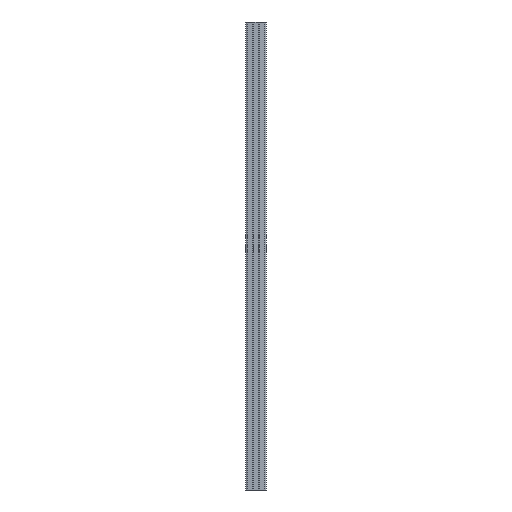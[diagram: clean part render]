
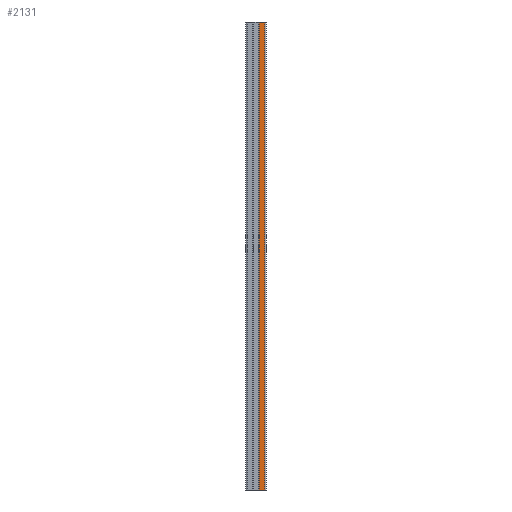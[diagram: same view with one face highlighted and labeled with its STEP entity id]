
A CAD part, front view. The second image highlights one B-rep face of the part: STEP entity #2131.
In plain terms, the highlighted planar face has unit normal (0, -1, 0).
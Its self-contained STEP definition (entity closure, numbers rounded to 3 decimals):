
#104=FACE_OUTER_BOUND('',#211,.T.);
#211=EDGE_LOOP('',(#1546,#1547,#1548,#1549));
#409=LINE('',#3123,#609);
#491=LINE('',#3411,#691);
#492=LINE('',#3415,#692);
#493=LINE('',#3416,#693);
#609=VECTOR('',#2474,10.);
#691=VECTOR('',#2742,10.);
#692=VECTOR('',#2747,10.);
#693=VECTOR('',#2748,1000.);
#820=VERTEX_POINT('',#3120);
#821=VERTEX_POINT('',#3122);
#934=VERTEX_POINT('',#3410);
#935=VERTEX_POINT('',#3414);
#1028=EDGE_CURVE('',#821,#820,#409,.T.);
#1172=EDGE_CURVE('',#821,#934,#491,.T.);
#1174=EDGE_CURVE('',#820,#935,#492,.T.);
#1175=EDGE_CURVE('',#935,#934,#493,.T.);
#1546=ORIENTED_EDGE('',*,*,#1028,.T.);
#1547=ORIENTED_EDGE('',*,*,#1174,.T.);
#1548=ORIENTED_EDGE('',*,*,#1175,.T.);
#1549=ORIENTED_EDGE('',*,*,#1172,.F.);
#1956=PLANE('',#2325);
#2131=ADVANCED_FACE('',(#104),#1956,.F.);
#2325=AXIS2_PLACEMENT_3D('',#3413,#2745,#2746);
#2474=DIRECTION('',(-1.,0.,0.));
#2742=DIRECTION('',(0.,0.,-1.));
#2745=DIRECTION('center_axis',(0.,1.,0.));
#2746=DIRECTION('ref_axis',(0.,0.,1.));
#2747=DIRECTION('',(0.,0.,-1.));
#2748=DIRECTION('',(1.,0.,0.));
#3120=CARTESIAN_POINT('',(3.138,-10.,440.));
#3122=CARTESIAN_POINT('',(8.5,-10.,440.));
#3123=CARTESIAN_POINT('',(-2.681,-10.,440.));
#3410=CARTESIAN_POINT('',(8.5,-10.,-19.));
#3411=CARTESIAN_POINT('',(8.5,-10.,0.));
#3413=CARTESIAN_POINT('Origin',(3.138,-10.,400.));
#3414=CARTESIAN_POINT('',(3.138,-10.,-19.));
#3415=CARTESIAN_POINT('',(3.138,-10.,0.));
#3416=CARTESIAN_POINT('',(3.138,-10.,-19.));
